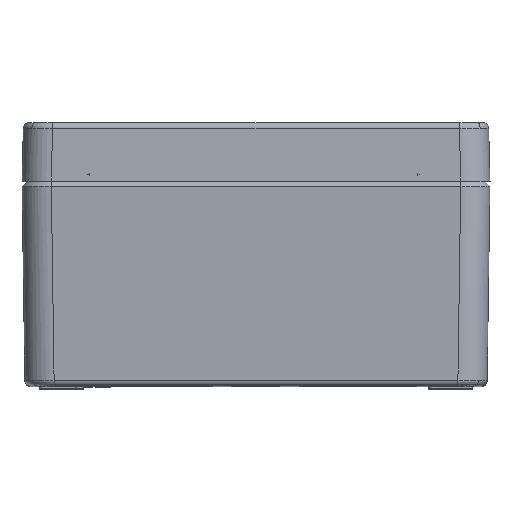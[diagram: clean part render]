
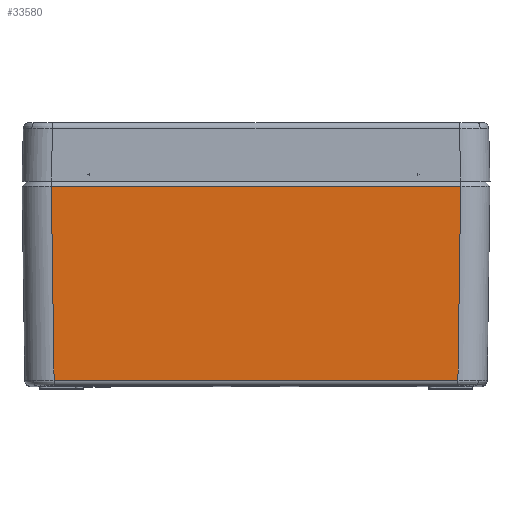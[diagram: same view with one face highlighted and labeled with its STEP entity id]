
A CAD part, top view. The second image highlights one B-rep face of the part: STEP entity #33580.
In plain terms, the highlighted planar face has unit normal (0, -0.014, 1).
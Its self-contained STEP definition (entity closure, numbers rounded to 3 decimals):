
#2941=PLANE('',#36300);
#3817=LINE('',#66954,#5700);
#3818=LINE('',#66955,#5701);
#3819=LINE('',#66957,#5702);
#3820=LINE('',#66958,#5703);
#5700=VECTOR('',#41408,1000.);
#5701=VECTOR('',#41409,1000.);
#5702=VECTOR('',#41410,1000.);
#5703=VECTOR('',#41411,1000.);
#8542=FACE_OUTER_BOUND('',#11094,.T.);
#11094=EDGE_LOOP('',(#25086,#25087,#25088,#25089));
#15227=VERTEX_POINT('',#62997);
#15679=VERTEX_POINT('',#66952);
#15680=VERTEX_POINT('',#66953);
#15681=VERTEX_POINT('',#66956);
#19017=EDGE_CURVE('',#15679,#15680,#3817,.T.);
#19018=EDGE_CURVE('',#15680,#15227,#3818,.T.);
#19019=EDGE_CURVE('',#15227,#15681,#3819,.T.);
#19020=EDGE_CURVE('',#15681,#15679,#3820,.T.);
#25086=ORIENTED_EDGE('',*,*,#19017,.T.);
#25087=ORIENTED_EDGE('',*,*,#19018,.T.);
#25088=ORIENTED_EDGE('',*,*,#19019,.T.);
#25089=ORIENTED_EDGE('',*,*,#19020,.T.);
#33580=ADVANCED_FACE('',(#8542),#2941,.T.);
#36300=AXIS2_PLACEMENT_3D('',#66951,#41406,#41407);
#41406=DIRECTION('center_axis',(0.,-0.014,
1.));
#41407=DIRECTION('ref_axis',(0.,-1.,-0.014));
#41408=DIRECTION('',(0.014,-1.,-0.014));
#41409=DIRECTION('',(1.,0.,0.));
#41410=DIRECTION('',(0.014,1.,0.014));
#41411=DIRECTION('',(-1.,0.,0.));
#62997=CARTESIAN_POINT('',(69.03,-68.029,79.028));
#66951=CARTESIAN_POINT('Origin',(-80.,0.,80.));
#66952=CARTESIAN_POINT('',(-69.975,-1.8,79.974));
#66953=CARTESIAN_POINT('',(-69.03,-68.029,79.028));
#66954=CARTESIAN_POINT('',(-70.003,0.143,80.002));
#66955=CARTESIAN_POINT('',(69.001,-68.029,79.028));
#66956=CARTESIAN_POINT('',(69.975,-1.8,79.974));
#66957=CARTESIAN_POINT('',(69.97,-2.141,79.969));
#66958=CARTESIAN_POINT('',(-80.,-1.8,79.974));
